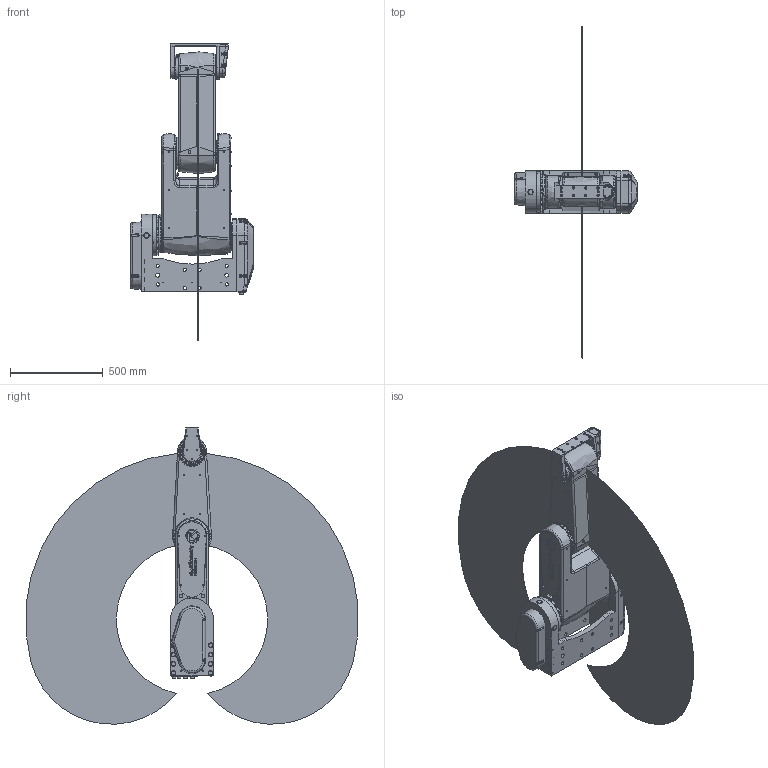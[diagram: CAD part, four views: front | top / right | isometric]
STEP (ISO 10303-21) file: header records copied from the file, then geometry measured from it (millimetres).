
FILE_DESCRIPTION(/* description */ ('STEP AP203'),/* implementation_level */ '2;1');
FILE_NAME(/* name */ '3D-model_AT_00003.stp',/* time_stamp */ '2023-10-20T12:42:55+02:00',/* author */ ('guillaume.haas'),/* organization */ (''),/* preprocessor_version */ 'ST-DEVELOPER v19.2',/* originating_system */ 'Autodesk Inventor 2023',/* authorisation */ '');
FILE_SCHEMA (('AUTOMOTIVE_DESIGN { 1 0 10303 214 3 1 1 }'));
Products named in the file (6): AT_00003_DUMMY articc6-2000-30kg; MT_WST00109488 Dummy Grundgestell; MT_WST00103697 Dummy Schwinge; MT_WST00106877 Dummy Schwinge; MT_WST00106879 Dummy Achse 3; MT_WST00110814 Arbeitsbereich
Assembly tree (5 placements, depth 2):
  AT_00003_DUMMY articc6-2000-30kg
    MT_WST00109488 Dummy Grundgestell
    MT_WST00103697 Dummy Schwinge
    MT_WST00106877 Dummy Schwinge
    MT_WST00106879 Dummy Achse 3
    MT_WST00110814 Arbeitsbereich
Bounding box: 666 x 1793.15 x 1601.03 mm (x, y, z)
Volume: 78116951.8 mm3; surface area: 5765247.3 mm2
Topology: 5 solids, 29 shells, 1886 faces, 4400 edges, 2757 vertices
Faces by surface type: plane 702, cylinder 576, bspline 261, cone 210, torus 123, sphere 14
Full cylindrical faces by diameter (mm): 3.242 x4, 3.8 x2, 4 x2, 4.2 x2, 4.917 x5, 5 x4, 5.5 x12, 5.8 x2, 6.647 x32, 6.8 x2, 7 x22, 7.6 x26, 7.8 x1, 8 x1, 8.376 x4, 8.5 x16, 10 x21, 10.2 x2, 11 x4, 11.4 x8, 12 x2, 13.5 x4, 14 x4, 15 x6, 16 x16, 17 x2, 17.294 x22, 18 x3, 18.237 x2, 20 x7
Entity records: 78984 total; most frequent: CARTESIAN_POINT 34150, DIRECTION 9149, ORIENTED_EDGE 8610, EDGE_CURVE 4305, AXIS2_PLACEMENT_3D 3714, VERTEX_POINT 2757, EDGE_LOOP 2223, CIRCLE 2002
